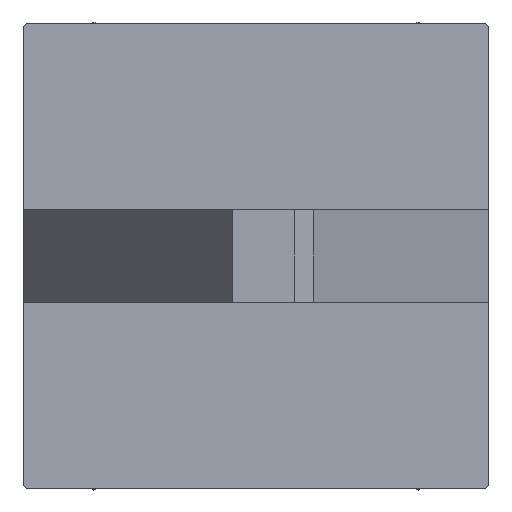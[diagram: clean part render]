
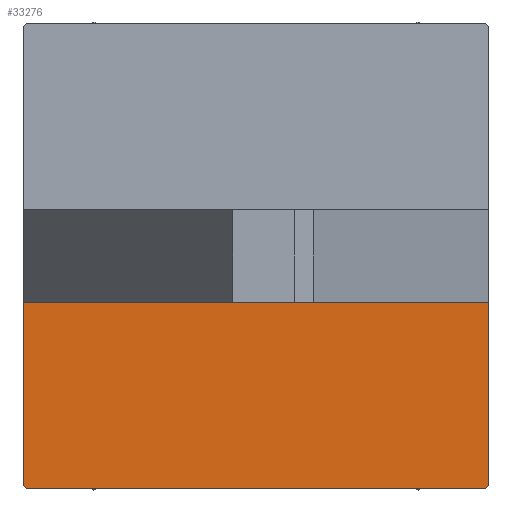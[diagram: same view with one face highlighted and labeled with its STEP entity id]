
A CAD part, left-side view. The second image highlights one B-rep face of the part: STEP entity #33276.
In plain terms, the highlighted planar face has unit normal (-1, 0, 0).
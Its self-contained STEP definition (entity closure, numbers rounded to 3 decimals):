
#1355 = CARTESIAN_POINT ( 'NONE',  ( 0., -37., -37.5 ) ) ;
#1511 = EDGE_CURVE ( 'NONE', #26056, #1764, #43917, .T. ) ;
#1764 = VERTEX_POINT ( 'NONE', #42270 ) ;
#2200 = LINE ( 'NONE', #27204, #12716 ) ;
#2535 = LINE ( 'NONE', #6082, #3254 ) ;
#3239 = CARTESIAN_POINT ( 'NONE',  ( 0., -37.5, -37. ) ) ;
#3254 = VECTOR ( 'NONE', #21775, 1000. ) ;
#4947 = DIRECTION ( 'NONE',  ( 0., -1., 0. ) ) ;
#5347 = EDGE_CURVE ( 'NONE', #19068, #1764, #2535, .T. ) ;
#6082 = CARTESIAN_POINT ( 'NONE',  ( 0., -37.25, 37.25 ) ) ;
#7641 = ORIENTED_EDGE ( 'NONE', *, *, #40785, .T. ) ;
#9057 = ORIENTED_EDGE ( 'NONE', *, *, #13711, .F. ) ;
#9221 = VERTEX_POINT ( 'NONE', #36351 ) ;
#9600 = DIRECTION ( 'NONE',  ( 0., 0., 1. ) ) ;
#9993 = EDGE_LOOP ( 'NONE', ( #16376, #17521, #7641, #37631, #9057, #23221 ) ) ;
#12391 = CARTESIAN_POINT ( 'NONE',  ( 0., -37.5, 37.5 ) ) ;
#12675 = FACE_OUTER_BOUND ( 'NONE', #9993, .T. ) ;
#12716 = VECTOR ( 'NONE', #20568, 1000. ) ;
#12872 = LINE ( 'NONE', #12391, #16220 ) ;
#13142 = LINE ( 'NONE', #40835, #13462 ) ;
#13462 = VECTOR ( 'NONE', #4947, 1000. ) ;
#13711 = EDGE_CURVE ( 'NONE', #19068, #15594, #12872, .T. ) ;
#14916 = EDGE_CURVE ( 'NONE', #39720, #15594, #19648, .T. ) ;
#15594 = VERTEX_POINT ( 'NONE', #3239 ) ;
#15932 = DIRECTION ( 'NONE',  ( 0., 0., -1. ) ) ;
#16220 = VECTOR ( 'NONE', #15932, 1000. ) ;
#16376 = ORIENTED_EDGE ( 'NONE', *, *, #1511, .F. ) ;
#17521 = ORIENTED_EDGE ( 'NONE', *, *, #25044, .T. ) ;
#19068 = VERTEX_POINT ( 'NONE', #24454 ) ;
#19648 = LINE ( 'NONE', #26744, #35132 ) ;
#19742 = DIRECTION ( 'NONE',  ( -1., 0., 0. ) ) ;
#20568 = DIRECTION ( 'NONE',  ( 0., 0., -1. ) ) ;
#20674 = PLANE ( 'NONE',  #26777 ) ;
#21775 = DIRECTION ( 'NONE',  ( 0., 0.707, 0.707 ) ) ;
#23221 = ORIENTED_EDGE ( 'NONE', *, *, #5347, .T. ) ;
#24454 = CARTESIAN_POINT ( 'NONE',  ( 0., -37.5, 37. ) ) ;
#25040 = CARTESIAN_POINT ( 'NONE',  ( 0., -7.5, 37.5 ) ) ;
#25044 = EDGE_CURVE ( 'NONE', #26056, #9221, #2200, .T. ) ;
#26056 = VERTEX_POINT ( 'NONE', #25040 ) ;
#26744 = CARTESIAN_POINT ( 'NONE',  ( 0., -37.25, -37.25 ) ) ;
#26777 = AXIS2_PLACEMENT_3D ( 'NONE', #30620, #19742, #9600 ) ;
#27204 = CARTESIAN_POINT ( 'NONE',  ( 0., -7.5, 37.5 ) ) ;
#30620 = CARTESIAN_POINT ( 'NONE',  ( 0., 0., 0. ) ) ;
#33276 = ADVANCED_FACE ( 'NONE', ( #12675 ), #20674, .T. ) ;
#35132 = VECTOR ( 'NONE', #38321, 1000. ) ;
#36351 = CARTESIAN_POINT ( 'NONE',  ( 0., -7.5, -37.5 ) ) ;
#37631 = ORIENTED_EDGE ( 'NONE', *, *, #14916, .T. ) ;
#37805 = VECTOR ( 'NONE', #43458, 1000. ) ;
#38321 = DIRECTION ( 'NONE',  ( 0., -0.707, 0.707 ) ) ;
#39720 = VERTEX_POINT ( 'NONE', #1355 ) ;
#40785 = EDGE_CURVE ( 'NONE', #9221, #39720, #13142, .T. ) ;
#40835 = CARTESIAN_POINT ( 'NONE',  ( 0., 37.5, -37.5 ) ) ;
#42270 = CARTESIAN_POINT ( 'NONE',  ( 0., -37., 37.5 ) ) ;
#43458 = DIRECTION ( 'NONE',  ( 0., -1., 0. ) ) ;
#43917 = LINE ( 'NONE', #44396, #37805 ) ;
#44396 = CARTESIAN_POINT ( 'NONE',  ( 0., 37.5, 37.5 ) ) ;
